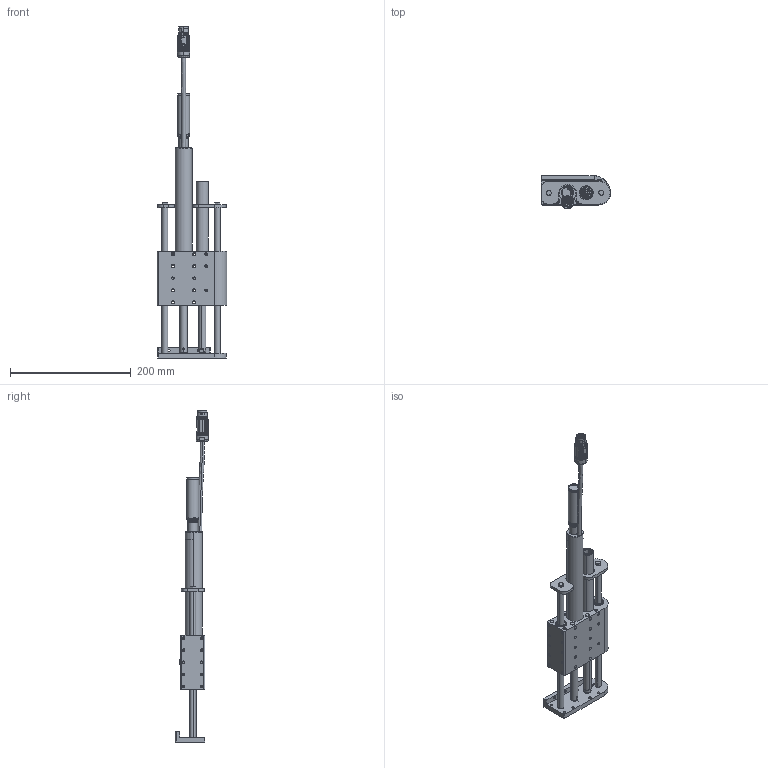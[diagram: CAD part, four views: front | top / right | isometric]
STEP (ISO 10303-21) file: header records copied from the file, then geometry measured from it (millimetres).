
FILE_DESCRIPTION (( 'STEP AP214' ), '1' );
FILE_NAME ('0186-2486_260204_SM01-23x160H-HP-R-150-MS01.STEP', '2026-02-04T13:26:15', ( '' ), ( '' ), 'SwSTEP 2.0', 'SolidWorks 2026', '' );
FILE_SCHEMA (( 'AUTOMOTIVE_DESIGN' ));
Length unit declared in the file: millimetre
Products named in the file (25): 0186-2486_260204_SM01-23x160H-HP-R-150-MS01; 0180-3933_SM01k-23-RP-MS-1.4404; SL01-23x160-150-ML12; 0180-3913_SL01-10x...-GF-SSC_SL01-10x245-GF-SSC; 0180-3930_SM01k-23-BLT-MS; 0230-1090_Kugelscheibe_M5x10,5x2.0_INOX; 0230-1089_6kt-schr_M5x12_INOX; 0186-2528_MS01-20x175-SSC; 0230-0120_Linearkugellager_LBBR10_2LS; 0186-0060_ML01-12x210!160_ML01-12x210!160; SM01k-23-LTR-19x90; 0180-3941_SM01k-23-BA8x90; 0230-1292_MS01k-3.1_M5x9; SM01h-23-SchR-20x90.5; 0230-0705_Zyl.-Schr_I-6kt_n-K_M5x16_INOX; 0186-2468_PL01-12x344!320-XP-SF-W01-P14_PL01k-EV12-HP-SF_1.4404; 0230-1144_D1-M6x1_SW7; 0180-3958_SM01k-23-FD; SM01h-23x160H-HP-R_MS20; 0180-3954_SM01k-23-BA6x90; 0186-1702_PS01-23x160H-HP-SSCP-G03-R150; 0230-0786_Zyl.-Schr_I-6kt_n-K_M5x10_INOX; 0230-0762_Gew.-Stift_I-6kt_R-sch_M4x12_INOX; 0230-0728_Gew.-Stift_I-6kt_R-sch_M4x10_INOX; 0180-3931_SM01k-23-FP-MS-1.4404
Assembly tree (42 placements, depth 3):
  0186-2486_260204_SM01-23x160H-HP-R-150-MS01
    SM01h-23x160H-HP-R_MS20
      0180-3930_SM01k-23-BLT-MS
      SM01k-23-LTR-19x90  x2
      0186-1702_PS01-23x160H-HP-SSCP-G03-R150
      0230-0120_Linearkugellager_LBBR10_2LS  x4
      0180-3954_SM01k-23-BA6x90  x4
      0180-3941_SM01k-23-BA8x90  x2
      0180-3958_SM01k-23-FD  x2
      0230-1144_D1-M6x1_SW7  x2
      0230-0728_Gew.-Stift_I-6kt_R-sch_M4x10_INOX  x4
      0230-0762_Gew.-Stift_I-6kt_R-sch_M4x12_INOX  x3
    SM01h-23-SchR-20x90.5
    SL01-23x160-150-ML12
      0180-3913_SL01-10x...-GF-SSC_SL01-10x245-GF-SSC  x2
      0186-2468_PL01-12x344!320-XP-SF-W01-P14_PL01k-EV12-HP-SF_1.4404
      0180-3931_SM01k-23-FP-MS-1.4404
      0180-3933_SM01k-23-RP-MS-1.4404
      0230-1089_6kt-schr_M5x12_INOX  x2
      0230-0786_Zyl.-Schr_I-6kt_n-K_M5x10_INOX  x2
      0230-0705_Zyl.-Schr_I-6kt_n-K_M5x16_INOX
      0186-0060_ML01-12x210!160_ML01-12x210!160
      0230-1292_MS01k-3.1_M5x9
      0230-1090_Kugelscheibe_M5x10,5x2.0_INOX
    0186-2528_MS01-20x175-SSC
Bounding box: 115 x 55 x 550.01 mm (x, y, z)
Volume: 641064 mm3; surface area: 264823.4 mm2
Topology: 52 solids, 52 shells, 3502 faces, 8876 edges, 5570 vertices
Faces by surface type: cylinder 1017, cone 987, plane 740, bspline 625, torus 118, sphere 15
Entity records: 133485 total; most frequent: CARTESIAN_POINT 78208, ORIENTED_EDGE 12180, DIRECTION 9813, EDGE_CURVE 6090, VERTEX_POINT 3856, AXIS2_PLACEMENT_3D 3688, EDGE_LOOP 2748, LINE 2437
